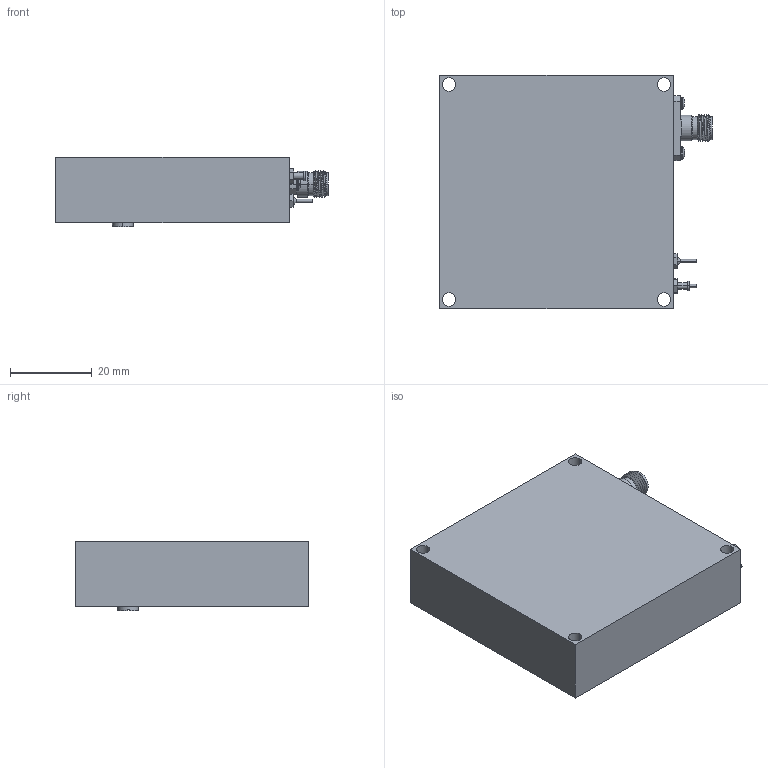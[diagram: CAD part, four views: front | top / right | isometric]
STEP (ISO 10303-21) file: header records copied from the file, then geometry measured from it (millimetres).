
FILE_DESCRIPTION (( 'STEP AP203' ), '1' );
FILE_NAME ('SOD-16302213-SF-C1.STEP', '2019-01-10T19:03:19', ( '' ), ( '' ), 'SwSTEP 2.0', 'SolidWorks 2016', '' );
FILE_SCHEMA (( 'CONFIG_CONTROL_DESIGN' ));
Length unit declared in the file: inch
Products named in the file (1): SOD-16302213-SF-C1
Bounding box: 66.67 x 57.15 x 17.02 mm (x, y, z)
Volume: 52214.4 mm3; surface area: 11855.2 mm2
Topology: 9 solids, 9 shells, 412 faces, 1103 edges, 720 vertices
Faces by surface type: cylinder 228, plane 122, cone 28, bspline 16, torus 14, sphere 4
Entity records: 17427 total; most frequent: CARTESIAN_POINT 7987, ORIENTED_EDGE 2206, DIRECTION 1755, EDGE_CURVE 1103, VERTEX_POINT 720, AXIS2_PLACEMENT_3D 662, EDGE_LOOP 441, VECTOR 431
